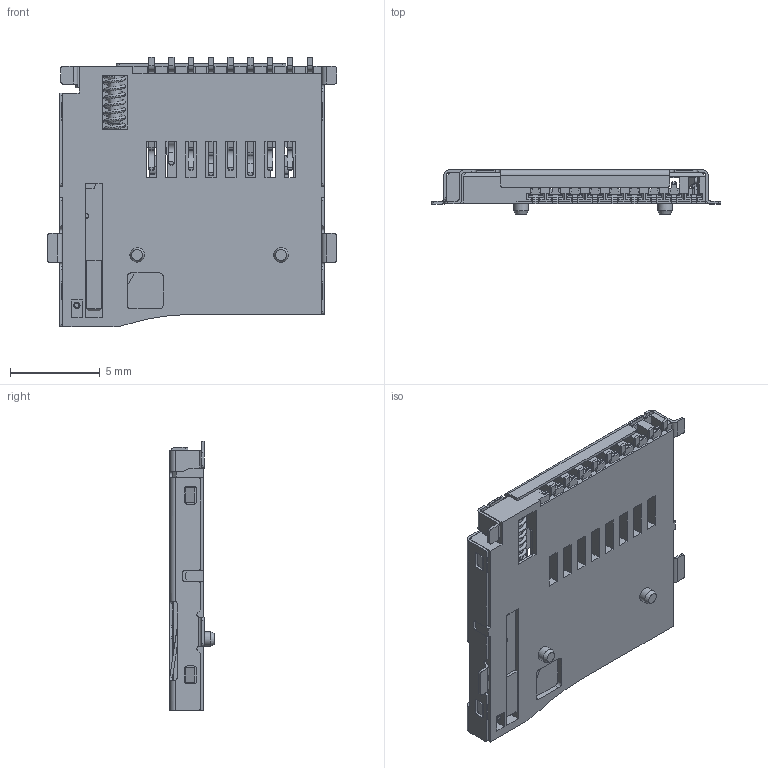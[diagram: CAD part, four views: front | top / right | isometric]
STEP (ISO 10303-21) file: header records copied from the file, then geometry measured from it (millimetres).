
FILE_DESCRIPTION(/* description */ ('STEP AP242','CAx-IF Rec.Pracs.---Representation and Presentation of Product Manufacturing Information (PMI)---4.0---2014-10-13','CAx-IF Rec.Pracs.---3D Tessellated Geometry---0.4---2014-09-14','2;1'),/* implementation_level */ '2;1');
FILE_NAME(/* name */ '66c7a82ec801d74470723aaf',/* time_stamp */ '2024-08-22T21:05:51Z',/* author */ (''),/* organization */ (''),/* preprocessor_version */ 'ST-DEVELOPER v20',/* originating_system */ ' ',/* authorisation */ ' ');
FILE_SCHEMA (('AP242_MANAGED_MODEL_BASED_3D_ENGINEERING_MIM_LF { 1 0 10303 442 1 1 4 }'));
Length unit declared in the file: metre
Products named in the file (14): CSD03S010R
Bounding box: 16.1 x 2.45 x 15 mm (x, y, z)
Volume: 189.1 mm3; surface area: 1329.1 mm2
Topology: 14 solids, 14 shells, 1345 faces, 3814 edges, 2475 vertices
Faces by surface type: plane 1018, cylinder 279, cone 28, bspline 12, torus 8
Full cylindrical faces by diameter (mm): 0.3 x3, 0.35 x1, 0.7 x1, 0.8 x2
Entity records: 56727 total; most frequent: CARTESIAN_POINT 12006, ORIENTED_EDGE 7580, DIRECTION 7033, EDGE_CURVE 3790, LINE 3101, VECTOR 3101, VERTEX_POINT 2465, AXIS2_PLACEMENT_3D 1966
